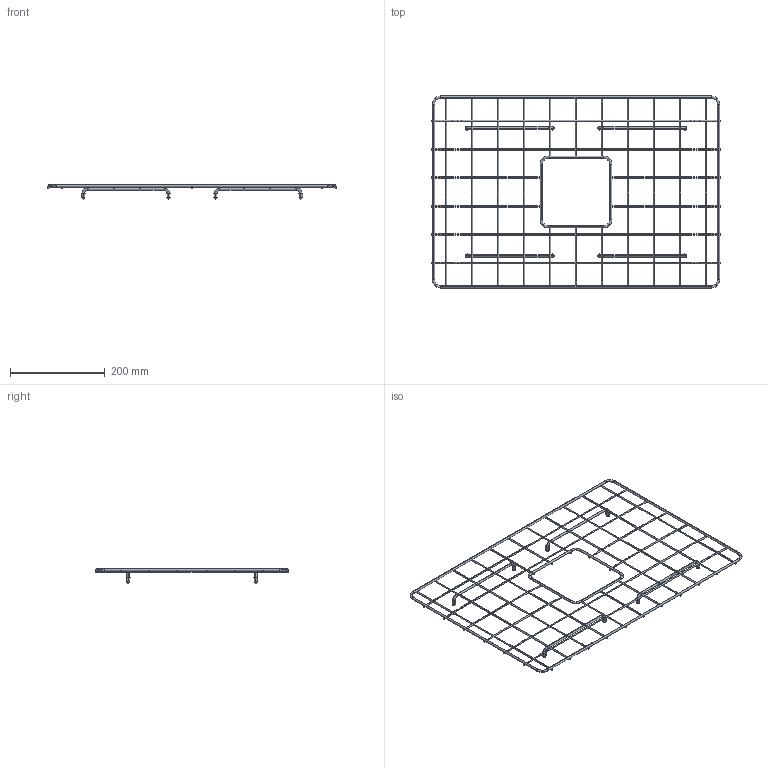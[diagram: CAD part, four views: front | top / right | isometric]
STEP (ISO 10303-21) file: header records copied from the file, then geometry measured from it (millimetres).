
FILE_DESCRIPTION((''),'2;1');
FILE_NAME('2300_2001_ASM','2021-10-12T',('timv'),(''),'CREO PARAMETRIC BY PTC INC, 2015080','CREO PARAMETRIC BY PTC INC, 2015080','');
FILE_SCHEMA(('CONFIG_CONTROL_DESIGN'));
Length unit declared in the file: millimetre
Products named in the file (19): CAN13C08971A4UP_1; CAN13C08971A4UP_2; CAN13C08971A4UP_3; CAN13C08971A4UP_4; CAN13C08971A4UP_5; CAN13C08971A4UP_8; CAN13C08971A4UP_10; 2300-2001_SHORT; CAN13C08971A4UP_15; CAN13C08971A4UP_16; CAN13C08971A4UP_17; CAN13C08971A4UP_19; CAN13C08971A4UP_25; CAN13C08971A4UP_28; CAN13C08971A4UP_29; CAN13C08971A4UP_ASM; GL-180; GLF-100; 2300_2001_ASM
Assembly tree (37 placements, depth 3):
  2300_2001_ASM
    CAN13C08971A4UP_ASM
      CAN13C08971A4UP_1
      CAN13C08971A4UP_2
      CAN13C08971A4UP_3
      CAN13C08971A4UP_4
      CAN13C08971A4UP_5
      CAN13C08971A4UP_8
      CAN13C08971A4UP_10
      2300-2001_SHORT
      CAN13C08971A4UP_15
      CAN13C08971A4UP_16
      CAN13C08971A4UP_17  x8
      CAN13C08971A4UP_19
      CAN13C08971A4UP_25
      CAN13C08971A4UP_28
      CAN13C08971A4UP_29
    2300-2001_SHORT  x2
    GL-180  x4
    GLF-100  x8
Bounding box: 609.19 x 406 x 30.4 mm (x, y, z)
Volume: 117330.2 mm3; surface area: 125529.8 mm2
Topology: 36 solids, 36 shells, 360 faces, 700 edges, 400 vertices
Faces by surface type: cylinder 116, torus 112, plane 68, cone 48, sphere 16
Entity records: 6396 total; most frequent: DIRECTION 1382, CARTESIAN_POINT 985, ORIENTED_EDGE 876, AXIS2_PLACEMENT_3D 648, EDGE_CURVE 438, CIRCLE 352, VERTEX_POINT 251, EDGE_LOOP 219
